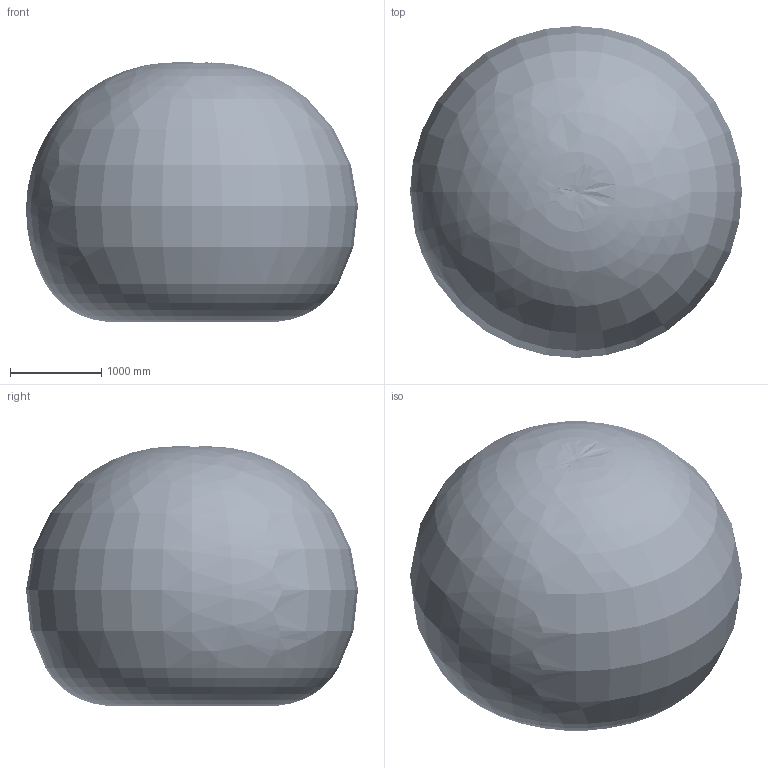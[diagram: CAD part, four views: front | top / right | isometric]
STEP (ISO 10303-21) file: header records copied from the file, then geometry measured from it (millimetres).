
FILE_DESCRIPTION(/* description */ ('STEP AP203'),/* implementation_level */ '2;1');
FILE_NAME(/* name */ '3D-model_AT_00005.stp',/* time_stamp */ '2023-06-06T16:13:17+02:00',/* author */ ('tim.stocker'),/* organization */ (''),/* preprocessor_version */ 'ST-DEVELOPER v16.5',/* originating_system */ 'Autodesk Inventor 2017',/* authorisation */ '');
FILE_SCHEMA (('AUTOMOTIVE_DESIGN { 1 0 10303 214 3 1 1 }'));
Products named in the file (9): AT_00005_DUMMY articc6-3900-60kg; MT_WST00105763 Grundgestell; MT_WST00105776 Dummy Karussell; MT_WST00105762 Schwinge; MT_WST00105778 Dummy Schulter; MT_WST00105779 Dummy Arm; MT_WST00105753 Hand; MT_WST00106130 Hand; MT_WST00113276 Arbeitsbereich
Assembly tree (8 placements, depth 2):
  AT_00005_DUMMY articc6-3900-60kg
    MT_WST00105763 Grundgestell
    MT_WST00105776 Dummy Karussell
    MT_WST00105762 Schwinge
    MT_WST00105778 Dummy Schulter
    MT_WST00105779 Dummy Arm
    MT_WST00105753 Hand
    MT_WST00106130 Hand
    MT_WST00113276 Arbeitsbereich
Bounding box: 3648.09 x 3647.51 x 2846.57 mm (x, y, z)
Volume: 21234992682.1 mm3; surface area: 48855569.4 mm2
Topology: 8 solids, 31 shells, 6028 faces, 14608 edges, 8794 vertices
Faces by surface type: bspline 1842, plane 1535, cylinder 1415, torus 583, cone 424, sphere 229
Full cylindrical faces by diameter (mm): 1.4 x4, 1.5 x4, 2.5 x4, 3.242 x11, 3.8 x6, 4 x7, 4.134 x3, 4.2 x7, 4.917 x21, 5 x1, 5.8 x4, 6 x1, 6.5 x1, 6.647 x28, 6.7 x1, 6.8 x6, 7.6 x4, 7.8 x2, 8 x9, 8.5 x71, 8.8 x2, 9 x5, 9.9 x4, 10 x30, 10.106 x11, 10.5 x2, 11 x4, 11.6 x6, 12 x14, 13 x14
Entity records: 300599 total; most frequent: CARTESIAN_POINT 169537, ORIENTED_EDGE 26254, DIRECTION 24776, EDGE_CURVE 13127, AXIS2_PLACEMENT_3D 10931, VERTEX_POINT 8429, EDGE_LOOP 7382, CIRCLE 6185
